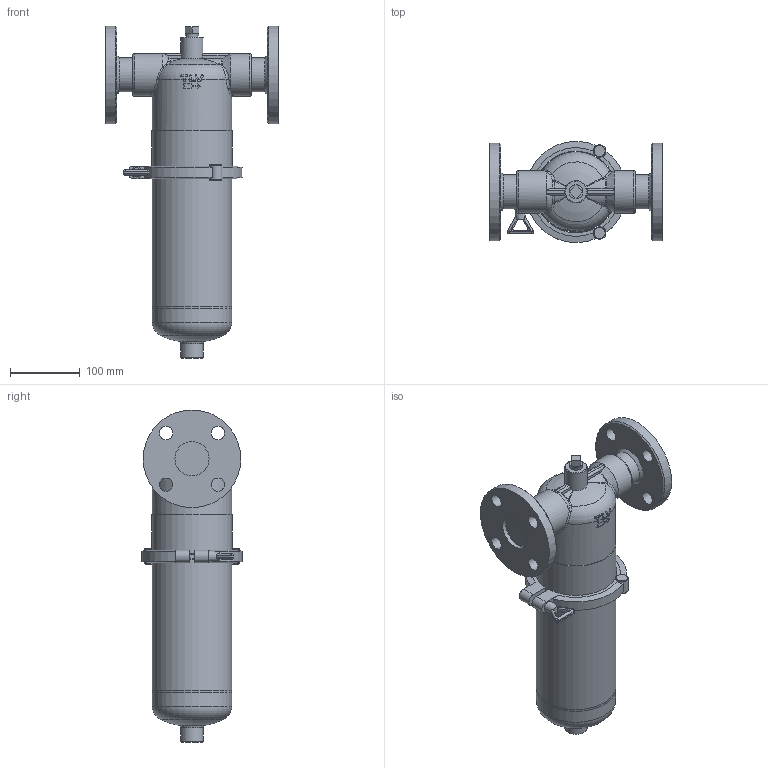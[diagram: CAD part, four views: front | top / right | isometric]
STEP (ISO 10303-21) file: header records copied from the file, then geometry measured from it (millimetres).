
FILE_DESCRIPTION((''),'2;1');
FILE_NAME('sf100-040-jis10-00.stp','2010-07-21T08:19:32',('nakaot'),(''),'Autodesk Inventor 2008','Autodesk Inventor 2008','');
FILE_SCHEMA(('AUTOMOTIVE_DESIGN { 1 0 10303 214 1 1 1 1 }'));
Length unit declared in the file: millimetre
Products named in the file (1): sf100-040-jis10-00
Bounding box: 248 x 144.53 x 476 mm (x, y, z)
Volume: 4878000.2 mm3; surface area: 292989.3 mm2
Topology: 2 solids, 2 shells, 235 faces, 573 edges, 354 vertices
Faces by surface type: plane 81, cylinder 64, bspline 49, torus 18, cone 16, sphere 7
Full cylindrical faces by diameter (mm): 18 x1, 19 x4, 32 x2, 48.6 x1, 49.1 x1, 61 x2, 100 x1, 107.8 x1, 114 x2, 114.3 x1, 115 x1, 140 x1
Entity records: 9380 total; most frequent: CARTESIAN_POINT 4353, ORIENTED_EDGE 1012, DIRECTION 984, EDGE_CURVE 506, AXIS2_PLACEMENT_3D 417, VERTEX_POINT 340, EDGE_LOOP 318, FACE_OUTER_BOUND 235
